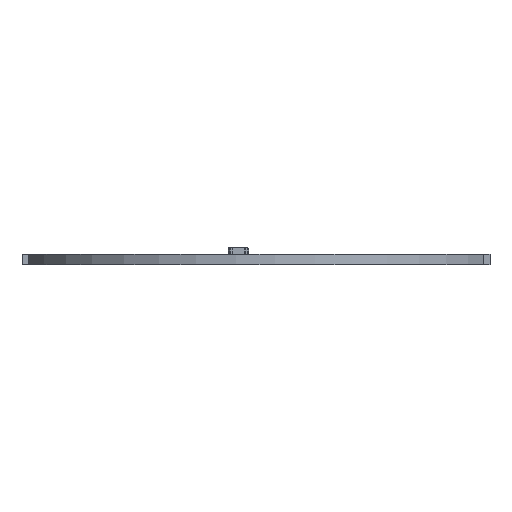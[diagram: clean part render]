
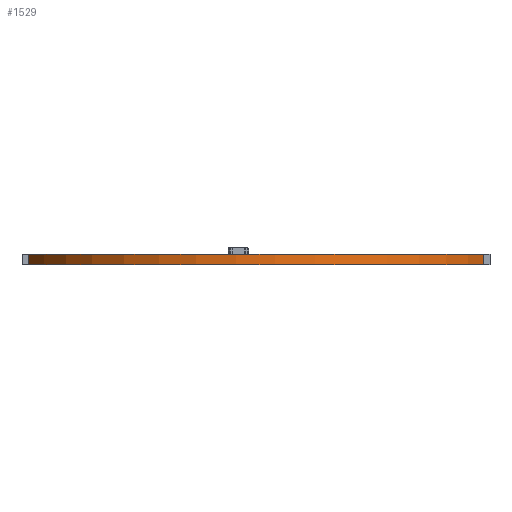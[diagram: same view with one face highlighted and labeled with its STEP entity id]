
A CAD part, left-side view. The second image highlights one B-rep face of the part: STEP entity #1529.
In plain terms, the highlighted cylindrical face has radius 8.032 mm (diameter 16.064 mm), a partial arc.
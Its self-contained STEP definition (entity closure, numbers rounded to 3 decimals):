
#40 = EDGE_CURVE('',#41,#43,#45,.T.);
#41 = VERTEX_POINT('',#42);
#42 = CARTESIAN_POINT('',(175.376,44.2,0.));
#43 = VERTEX_POINT('',#44);
#44 = CARTESIAN_POINT('',(175.376,44.2,0.345));
#45 = SURFACE_CURVE('',#46,(#50,#62),.PCURVE_S1.);
#46 = LINE('',#47,#48);
#47 = CARTESIAN_POINT('',(175.376,44.2,0.));
#48 = VECTOR('',#49,1.);
#49 = DIRECTION('',(0.,0.,1.));
#50 = PCURVE('',#51,#56);
#51 = PLANE('',#52);
#52 = AXIS2_PLACEMENT_3D('',#53,#54,#55);
#53 = CARTESIAN_POINT('',(175.376,44.2,0.));
#54 = DIRECTION('',(0.,1.,0.));
#55 = DIRECTION('',(1.,0.,0.));
#56 = DEFINITIONAL_REPRESENTATION('',(#57),#61);
#57 = LINE('',#58,#59);
#58 = CARTESIAN_POINT('',(0.,0.));
#59 = VECTOR('',#60,1.);
#60 = DIRECTION('',(0.,-1.));
#61 = ( GEOMETRIC_REPRESENTATION_CONTEXT(2) 
PARAMETRIC_REPRESENTATION_CONTEXT() REPRESENTATION_CONTEXT('2D SPACE',''
  ) );
#62 = PCURVE('',#63,#68);
#63 = CYLINDRICAL_SURFACE('',#64,8.032);
#64 = AXIS2_PLACEMENT_3D('',#65,#66,#67);
#65 = CARTESIAN_POINT('',(178.008,51.789,0.));
#66 = DIRECTION('',(0.,0.,-1.));
#67 = DIRECTION('',(-0.32,0.947,0.));
#68 = DEFINITIONAL_REPRESENTATION('',(#69),#73);
#69 = LINE('',#70,#71);
#70 = CARTESIAN_POINT('',(-2.482,0.));
#71 = VECTOR('',#72,1.);
#72 = DIRECTION('',(0.,-1.));
#73 = ( GEOMETRIC_REPRESENTATION_CONTEXT(2) 
PARAMETRIC_REPRESENTATION_CONTEXT() REPRESENTATION_CONTEXT('2D SPACE',''
  ) );
#91 = PLANE('',#92);
#92 = AXIS2_PLACEMENT_3D('',#93,#94,#95);
#93 = CARTESIAN_POINT('',(175.376,44.2,0.345));
#94 = DIRECTION('',(0.,0.,-1.));
#95 = DIRECTION('',(-1.,0.,0.));
#145 = PLANE('',#146);
#146 = AXIS2_PLACEMENT_3D('',#147,#148,#149);
#147 = CARTESIAN_POINT('',(175.376,44.2,0.));
#148 = DIRECTION('',(0.,0.,-1.));
#149 = DIRECTION('',(-1.,0.,0.));
#1426 = PLANE('',#1427);
#1427 = AXIS2_PLACEMENT_3D('',#1428,#1429,#1430);
#1428 = CARTESIAN_POINT('',(175.7,59.4,0.));
#1429 = DIRECTION('',(0.01,-1.,0.));
#1430 = DIRECTION('',(-1.,-0.01,0.));
#1464 = VERTEX_POINT('',#1465);
#1465 = CARTESIAN_POINT('',(175.434,59.397,0.345));
#1486 = EDGE_CURVE('',#1487,#1464,#1489,.T.);
#1487 = VERTEX_POINT('',#1488);
#1488 = CARTESIAN_POINT('',(175.434,59.397,0.));
#1489 = SURFACE_CURVE('',#1490,(#1494,#1501),.PCURVE_S1.);
#1490 = LINE('',#1491,#1492);
#1491 = CARTESIAN_POINT('',(175.434,59.397,0.));
#1492 = VECTOR('',#1493,1.);
#1493 = DIRECTION('',(0.,0.,1.));
#1494 = PCURVE('',#1426,#1495);
#1495 = DEFINITIONAL_REPRESENTATION('',(#1496),#1500);
#1496 = LINE('',#1497,#1498);
#1497 = CARTESIAN_POINT('',(0.266,0.));
#1498 = VECTOR('',#1499,1.);
#1499 = DIRECTION('',(0.,-1.));
#1500 = ( GEOMETRIC_REPRESENTATION_CONTEXT(2) 
PARAMETRIC_REPRESENTATION_CONTEXT() REPRESENTATION_CONTEXT('2D SPACE',''
  ) );
#1501 = PCURVE('',#63,#1502);
#1502 = DEFINITIONAL_REPRESENTATION('',(#1503),#1507);
#1503 = LINE('',#1504,#1505);
#1504 = CARTESIAN_POINT('',(0.,0.));
#1505 = VECTOR('',#1506,1.);
#1506 = DIRECTION('',(0.,-1.));
#1507 = ( GEOMETRIC_REPRESENTATION_CONTEXT(2) 
PARAMETRIC_REPRESENTATION_CONTEXT() REPRESENTATION_CONTEXT('2D SPACE',''
  ) );
#1529 = ADVANCED_FACE('',(#1530),#63,.T.);
#1530 = FACE_BOUND('',#1531,.F.);
#1531 = EDGE_LOOP('',(#1532,#1533,#1559,#1560));
#1532 = ORIENTED_EDGE('',*,*,#1486,.T.);
#1533 = ORIENTED_EDGE('',*,*,#1534,.T.);
#1534 = EDGE_CURVE('',#1464,#43,#1535,.T.);
#1535 = SURFACE_CURVE('',#1536,(#1541,#1548),.PCURVE_S1.);
#1536 = CIRCLE('',#1537,8.032);
#1537 = AXIS2_PLACEMENT_3D('',#1538,#1539,#1540);
#1538 = CARTESIAN_POINT('',(178.008,51.789,0.345));
#1539 = DIRECTION('',(0.,0.,1.));
#1540 = DIRECTION('',(-0.32,0.947,0.));
#1541 = PCURVE('',#63,#1542);
#1542 = DEFINITIONAL_REPRESENTATION('',(#1543),#1547);
#1543 = LINE('',#1544,#1545);
#1544 = CARTESIAN_POINT('',(0.,-0.345));
#1545 = VECTOR('',#1546,1.);
#1546 = DIRECTION('',(-1.,0.));
#1547 = ( GEOMETRIC_REPRESENTATION_CONTEXT(2) 
PARAMETRIC_REPRESENTATION_CONTEXT() REPRESENTATION_CONTEXT('2D SPACE',''
  ) );
#1548 = PCURVE('',#91,#1549);
#1549 = DEFINITIONAL_REPRESENTATION('',(#1550),#1558);
#1550 = ( BOUNDED_CURVE() B_SPLINE_CURVE(2,(#1551,#1552,#1553,#1554,
#1555,#1556,#1557),.UNSPECIFIED.,.T.,.F.) B_SPLINE_CURVE_WITH_KNOTS((1,2
    ,2,2,2,1),(-2.094,0.,2.094,4.189,
6.283,8.378),.UNSPECIFIED.) CURVE() 
GEOMETRIC_REPRESENTATION_ITEM() RATIONAL_B_SPLINE_CURVE((1.,0.5,1.,0.5,
1.,0.5,1.)) REPRESENTATION_ITEM('') );
#1551 = CARTESIAN_POINT('',(-0.058,15.197));
#1552 = CARTESIAN_POINT('',(13.12,10.74));
#1553 = CARTESIAN_POINT('',(2.671,1.556));
#1554 = CARTESIAN_POINT('',(-7.778,-7.629));
#1555 = CARTESIAN_POINT('',(-10.508,6.013));
#1556 = CARTESIAN_POINT('',(-13.237,19.654));
#1557 = CARTESIAN_POINT('',(-0.058,15.197));
#1558 = ( GEOMETRIC_REPRESENTATION_CONTEXT(2) 
PARAMETRIC_REPRESENTATION_CONTEXT() REPRESENTATION_CONTEXT('2D SPACE',''
  ) );
#1559 = ORIENTED_EDGE('',*,*,#40,.F.);
#1560 = ORIENTED_EDGE('',*,*,#1561,.F.);
#1561 = EDGE_CURVE('',#1487,#41,#1562,.T.);
#1562 = SURFACE_CURVE('',#1563,(#1568,#1575),.PCURVE_S1.);
#1563 = CIRCLE('',#1564,8.032);
#1564 = AXIS2_PLACEMENT_3D('',#1565,#1566,#1567);
#1565 = CARTESIAN_POINT('',(178.008,51.789,0.));
#1566 = DIRECTION('',(0.,0.,1.));
#1567 = DIRECTION('',(-0.32,0.947,0.));
#1568 = PCURVE('',#63,#1569);
#1569 = DEFINITIONAL_REPRESENTATION('',(#1570),#1574);
#1570 = LINE('',#1571,#1572);
#1571 = CARTESIAN_POINT('',(0.,0.));
#1572 = VECTOR('',#1573,1.);
#1573 = DIRECTION('',(-1.,0.));
#1574 = ( GEOMETRIC_REPRESENTATION_CONTEXT(2) 
PARAMETRIC_REPRESENTATION_CONTEXT() REPRESENTATION_CONTEXT('2D SPACE',''
  ) );
#1575 = PCURVE('',#145,#1576);
#1576 = DEFINITIONAL_REPRESENTATION('',(#1577),#1585);
#1577 = ( BOUNDED_CURVE() B_SPLINE_CURVE(2,(#1578,#1579,#1580,#1581,
#1582,#1583,#1584),.UNSPECIFIED.,.T.,.F.) B_SPLINE_CURVE_WITH_KNOTS((1,2
    ,2,2,2,1),(-2.094,0.,2.094,4.189,
6.283,8.378),.UNSPECIFIED.) CURVE() 
GEOMETRIC_REPRESENTATION_ITEM() RATIONAL_B_SPLINE_CURVE((1.,0.5,1.,0.5,
1.,0.5,1.)) REPRESENTATION_ITEM('') );
#1578 = CARTESIAN_POINT('',(-0.058,15.197));
#1579 = CARTESIAN_POINT('',(13.12,10.74));
#1580 = CARTESIAN_POINT('',(2.671,1.556));
#1581 = CARTESIAN_POINT('',(-7.778,-7.629));
#1582 = CARTESIAN_POINT('',(-10.508,6.013));
#1583 = CARTESIAN_POINT('',(-13.237,19.654));
#1584 = CARTESIAN_POINT('',(-0.058,15.197));
#1585 = ( GEOMETRIC_REPRESENTATION_CONTEXT(2) 
PARAMETRIC_REPRESENTATION_CONTEXT() REPRESENTATION_CONTEXT('2D SPACE',''
  ) );
